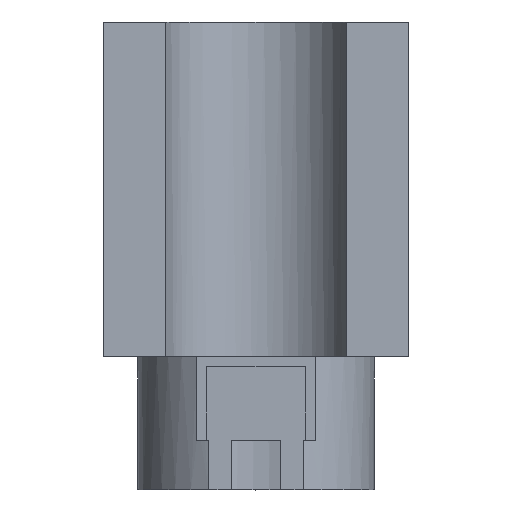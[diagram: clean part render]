
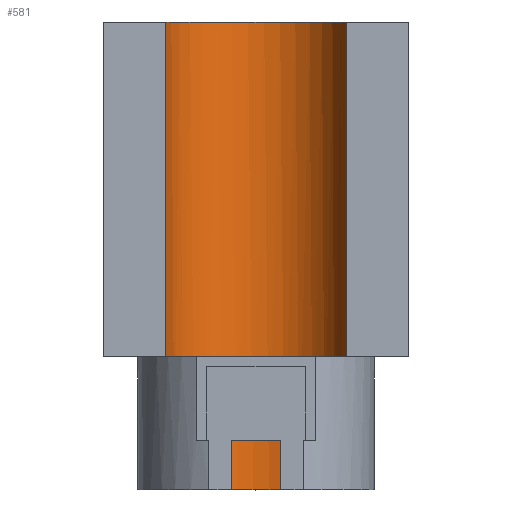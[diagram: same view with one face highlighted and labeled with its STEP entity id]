
A CAD part, top view. The second image highlights one B-rep face of the part: STEP entity #581.
In plain terms, the highlighted cylindrical face has radius 9.5 mm (diameter 19 mm), a full revolution.
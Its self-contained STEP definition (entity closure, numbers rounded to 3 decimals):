
#15=CYLINDRICAL_SURFACE('',#627,9.5);
#29=FACE_OUTER_BOUND('',#58,.T.);
#58=EDGE_LOOP('',(#434,#435,#436,#437,#438,#439,#440,#441,#442,#443,#444,
#445));
#77=CIRCLE('',#625,9.5);
#78=CIRCLE('',#628,9.5);
#79=CIRCLE('',#629,9.5);
#80=CIRCLE('',#630,9.5);
#81=CIRCLE('',#631,9.5);
#82=CIRCLE('',#632,9.5);
#105=LINE('',#856,#176);
#124=LINE('',#893,#195);
#125=LINE('',#899,#196);
#126=LINE('',#903,#197);
#127=LINE('',#906,#198);
#176=VECTOR('',#687,10.);
#195=VECTOR('',#722,10.);
#196=VECTOR('',#727,10.);
#197=VECTOR('',#730,10.);
#198=VECTOR('',#733,9.5);
#247=VERTEX_POINT('',#853);
#248=VERTEX_POINT('',#855);
#257=VERTEX_POINT('',#887);
#258=VERTEX_POINT('',#891);
#259=VERTEX_POINT('',#895);
#260=VERTEX_POINT('',#896);
#261=VERTEX_POINT('',#898);
#262=VERTEX_POINT('',#900);
#263=VERTEX_POINT('',#902);
#264=VERTEX_POINT('',#905);
#305=EDGE_CURVE('',#248,#247,#105,.T.);
#323=EDGE_CURVE('',#247,#257,#77,.T.);
#325=EDGE_CURVE('',#257,#258,#124,.T.);
#326=EDGE_CURVE('',#259,#260,#78,.T.);
#327=EDGE_CURVE('',#259,#261,#125,.T.);
#328=EDGE_CURVE('',#262,#261,#79,.T.);
#329=EDGE_CURVE('',#263,#262,#126,.T.);
#330=EDGE_CURVE('',#260,#263,#80,.T.);
#331=EDGE_CURVE('',#260,#264,#127,.T.);
#332=EDGE_CURVE('',#264,#248,#81,.T.);
#333=EDGE_CURVE('',#258,#264,#82,.T.);
#434=ORIENTED_EDGE('',*,*,#326,.F.);
#435=ORIENTED_EDGE('',*,*,#327,.T.);
#436=ORIENTED_EDGE('',*,*,#328,.F.);
#437=ORIENTED_EDGE('',*,*,#329,.F.);
#438=ORIENTED_EDGE('',*,*,#330,.F.);
#439=ORIENTED_EDGE('',*,*,#331,.T.);
#440=ORIENTED_EDGE('',*,*,#332,.T.);
#441=ORIENTED_EDGE('',*,*,#305,.T.);
#442=ORIENTED_EDGE('',*,*,#323,.T.);
#443=ORIENTED_EDGE('',*,*,#325,.T.);
#444=ORIENTED_EDGE('',*,*,#333,.T.);
#445=ORIENTED_EDGE('',*,*,#331,.F.);
#581=ADVANCED_FACE('',(#29),#15,.F.);
#625=AXIS2_PLACEMENT_3D('',#889,#717,#718);
#627=AXIS2_PLACEMENT_3D('',#894,#723,#724);
#628=AXIS2_PLACEMENT_3D('',#897,#725,#726);
#629=AXIS2_PLACEMENT_3D('',#901,#728,#729);
#630=AXIS2_PLACEMENT_3D('',#904,#731,#732);
#631=AXIS2_PLACEMENT_3D('',#907,#734,#735);
#632=AXIS2_PLACEMENT_3D('',#908,#736,#737);
#687=DIRECTION('',(0.,1.,0.));
#717=DIRECTION('center_axis',(0.,-1.,0.));
#718=DIRECTION('ref_axis',(1.,0.,0.));
#722=DIRECTION('',(0.,-1.,0.));
#723=DIRECTION('center_axis',(0.,1.,0.));
#724=DIRECTION('ref_axis',(1.,0.,0.));
#725=DIRECTION('center_axis',(0.,-1.,0.));
#726=DIRECTION('ref_axis',(1.,0.,0.));
#727=DIRECTION('',(0.,1.,0.));
#728=DIRECTION('center_axis',(0.,-1.,0.));
#729=DIRECTION('ref_axis',(1.,0.,0.));
#730=DIRECTION('',(0.,1.,0.));
#731=DIRECTION('center_axis',(0.,-1.,0.));
#732=DIRECTION('ref_axis',(1.,0.,0.));
#733=DIRECTION('',(0.,-1.,0.));
#734=DIRECTION('center_axis',(0.,-1.,0.));
#735=DIRECTION('ref_axis',(1.,0.,0.));
#736=DIRECTION('center_axis',(0.,-1.,0.));
#737=DIRECTION('ref_axis',(1.,0.,0.));
#853=CARTESIAN_POINT('',(2.5,5.,9.165));
#855=CARTESIAN_POINT('',(2.5,0.,9.165));
#856=CARTESIAN_POINT('',(2.5,0.,9.165));
#887=CARTESIAN_POINT('',(-2.5,5.,9.165));
#889=CARTESIAN_POINT('Origin',(0.,5.,0.));
#891=CARTESIAN_POINT('',(-2.5,0.,9.165));
#893=CARTESIAN_POINT('',(-2.5,0.,9.165));
#894=CARTESIAN_POINT('Origin',(0.,0.,0.));
#895=CARTESIAN_POINT('',(9.165,13.5,-2.5));
#896=CARTESIAN_POINT('',(-9.5,13.5,0.));
#897=CARTESIAN_POINT('Origin',(0.,13.5,0.));
#898=CARTESIAN_POINT('',(9.165,47.5,-2.5));
#899=CARTESIAN_POINT('',(9.165,0.,-2.5));
#900=CARTESIAN_POINT('',(-9.165,47.5,-2.5));
#901=CARTESIAN_POINT('Origin',(0.,47.5,0.));
#902=CARTESIAN_POINT('',(-9.165,13.5,-2.5));
#903=CARTESIAN_POINT('',(-9.165,0.,-2.5));
#904=CARTESIAN_POINT('Origin',(0.,13.5,0.));
#905=CARTESIAN_POINT('',(-9.5,0.,0.));
#906=CARTESIAN_POINT('',(-9.5,0.,0.));
#907=CARTESIAN_POINT('Origin',(0.,0.,0.));
#908=CARTESIAN_POINT('Origin',(0.,0.,0.));
